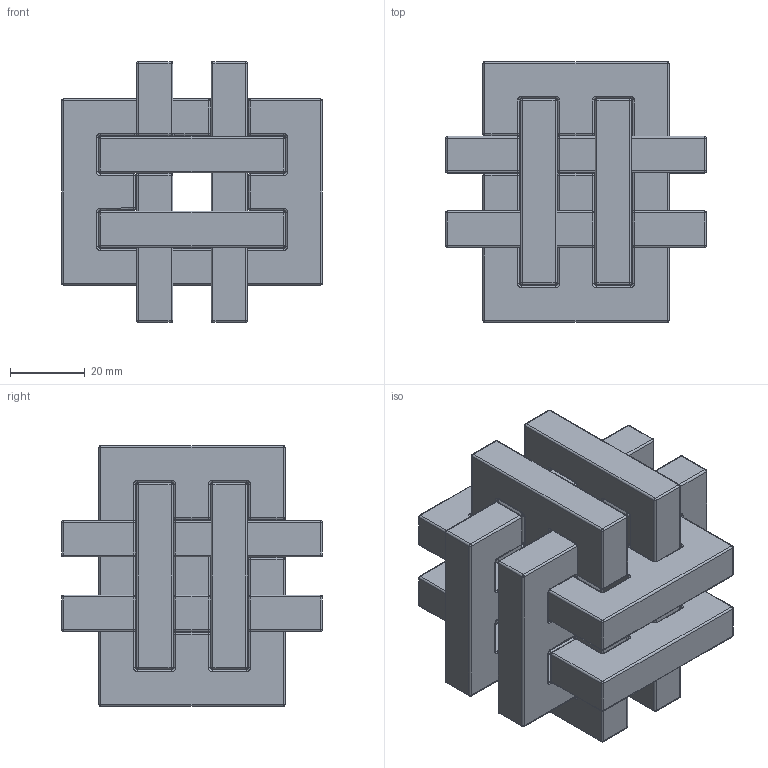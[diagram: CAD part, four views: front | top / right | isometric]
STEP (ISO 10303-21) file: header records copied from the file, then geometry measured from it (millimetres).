
FILE_DESCRIPTION (( 'STEP AP214' ), '1' );
FILE_NAME ('STEP_Gordians_Knot_Puzzle.STEP', '2018-04-05T13:28:20', ( '' ), ( '' ), 'SwSTEP 2.0', 'SolidWorks 2016', '' );
FILE_SCHEMA (( 'AUTOMOTIVE_DESIGN' ));
Length unit declared in the file: millimetre
Products named in the file (7): STEP_Gordians_Knot_Puzzle; Gordians_Knot_Puzzle_(part6); Gordians_Knot_Puzzle_(part5); Gordians_Knot_Puzzle_(part4); Gordians_Knot_Puzzle_(part3); Gordians_Knot_Puzzle_(part2); Gordians_Knot_Puzzle_(part1)
Assembly tree (6 placements, depth 2):
  STEP_Gordians_Knot_Puzzle
    Gordians_Knot_Puzzle_(part1)
    Gordians_Knot_Puzzle_(part2)
    Gordians_Knot_Puzzle_(part3)
    Gordians_Knot_Puzzle_(part4)
    Gordians_Knot_Puzzle_(part5)
    Gordians_Knot_Puzzle_(part6)
Bounding box: 69.8 x 69.8 x 69.8 mm (x, y, z)
Volume: 129264.4 mm3; surface area: 52217.6 mm2
Topology: 6 solids, 6 shells, 732 faces, 1678 edges, 824 vertices
Faces by surface type: cylinder 360, sphere 136, plane 132, torus 104
Entity records: 19458 total; most frequent: DIRECTION 3850, CARTESIAN_POINT 3109, ORIENTED_EDGE 3088, AXIS2_PLACEMENT_3D 1565, EDGE_CURVE 1544, VERTEX_POINT 824, CIRCLE 824, EDGE_LOOP 736
